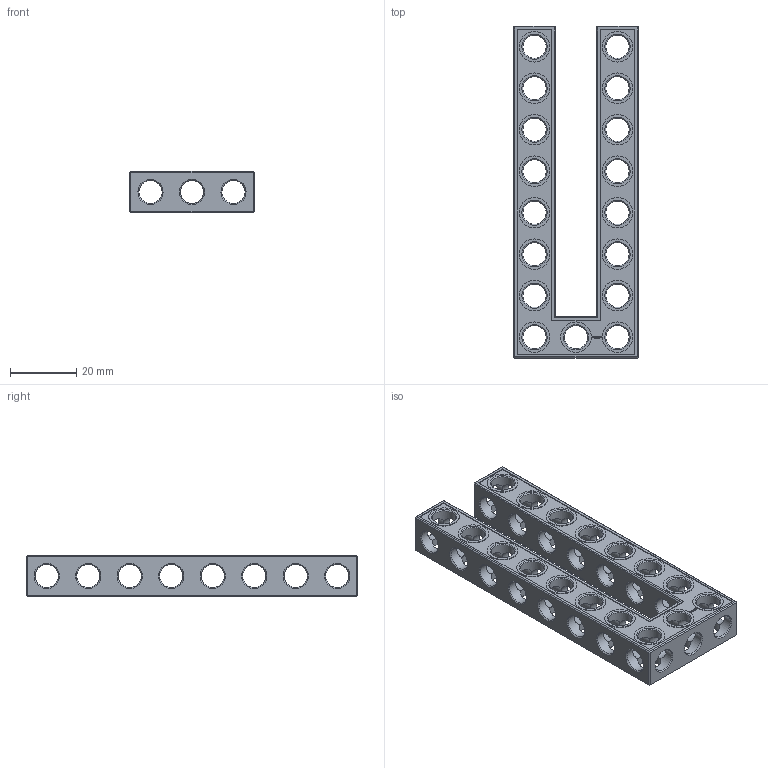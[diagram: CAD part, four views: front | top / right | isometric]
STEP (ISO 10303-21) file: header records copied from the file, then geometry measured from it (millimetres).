
FILE_DESCRIPTION(('FreeCAD Model'),'2;1');
FILE_NAME('Open CASCADE Shape Model','2022-02-22T23:04:02',( 'Paulo Kiefe'),('STEMFIE.org'),'Open CASCADE STEP processor 7.4', 'FreeCAD','Unknown');
FILE_SCHEMA(('AUTOMOTIVE_DESIGN { 1 0 10303 214 1 1 1 1 }'));
Products named in the file (1): Beam_AGD_ESS_USH_SYM_BU03x08x01_-_SPN-BEM-0307_(stemfie.org)
Bounding box: 37.5 x 100 x 12.5 mm (x, y, z)
Volume: 16615.2 mm3; surface area: 14949.3 mm2
Topology: 1 solids, 1 shells, 719 faces, 2089 edges, 1354 vertices
Faces by surface type: plane 388, extrusion 158, cylinder 103, cone 70
Full cylindrical faces by diameter (mm): 6.98 x18, 7 x68, 9.2 x17
Entity records: 120217 total; most frequent: CARTESIAN_POINT 80948, DIRECTION 6273, VECTOR 4466, LINE 4308, ORIENTED_EDGE 4178, PCURVE 4178, DEFINITIONAL_REPRESENTATION 4178, EDGE_CURVE 2089
